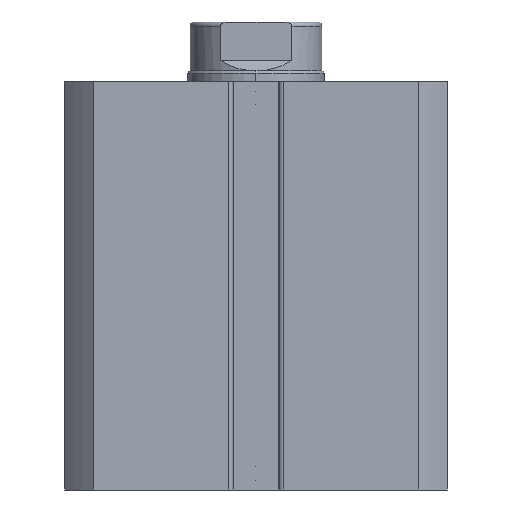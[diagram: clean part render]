
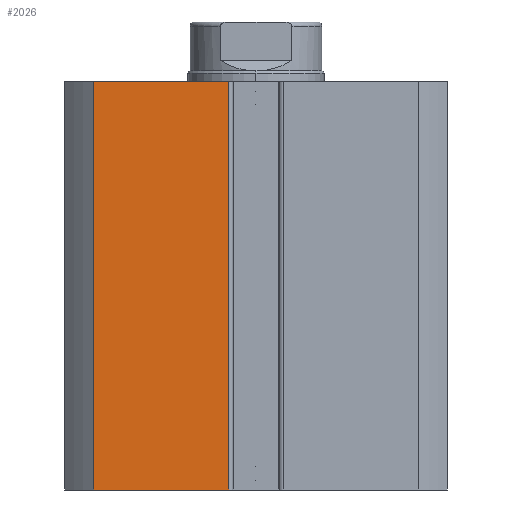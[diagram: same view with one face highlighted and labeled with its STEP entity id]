
A CAD part, front view. The second image highlights one B-rep face of the part: STEP entity #2026.
In plain terms, the highlighted planar face has unit normal (0, -1, 0).
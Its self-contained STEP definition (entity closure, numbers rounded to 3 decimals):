
#397 = CARTESIAN_POINT ( 'NONE',  ( -22.5, -22.5, 0. ) ) ;
#409 = DIRECTION ( 'NONE',  ( 1., 0., 0. ) ) ;
#775 = CARTESIAN_POINT ( 'NONE',  ( -3.2, -22.5, 48. ) ) ;
#1217 = CARTESIAN_POINT ( 'NONE',  ( -19.079, -22.5, 48. ) ) ;
#1513 = VERTEX_POINT ( 'NONE', #1217 ) ;
#1517 = VERTEX_POINT ( 'NONE', #775 ) ;
#1760 = VERTEX_POINT ( 'NONE', #1923 ) ;
#1761 = VERTEX_POINT ( 'NONE', #1922 ) ;
#1851 = DIRECTION ( 'NONE',  ( 0., 1., 0. ) ) ;
#1852 = DIRECTION ( 'NONE',  ( 0., 0., 1. ) ) ;
#1879 = PLANE ( 'NONE',  #4067 ) ;
#1882 = CARTESIAN_POINT ( 'NONE',  ( -22.5, -22.5, 48. ) ) ;
#1922 = CARTESIAN_POINT ( 'NONE',  ( -3.2, -22.5, 0. ) ) ;
#1923 = CARTESIAN_POINT ( 'NONE',  ( -19.079, -22.5, 0. ) ) ;
#2026 = ADVANCED_FACE ( 'NONE', ( #2655 ), #1879, .F. ) ;
#2304 = ORIENTED_EDGE ( 'NONE', *, *, #4257, .F. ) ;
#2305 = ORIENTED_EDGE ( 'NONE', *, *, #3819, .T. ) ;
#2306 = ORIENTED_EDGE ( 'NONE', *, *, #3785, .T. ) ;
#2307 = ORIENTED_EDGE ( 'NONE', *, *, #3823, .F. ) ;
#2655 = FACE_OUTER_BOUND ( 'NONE', #4487, .T. ) ;
#3133 = LINE ( 'NONE', #397, #3136 ) ;
#3136 = VECTOR ( 'NONE', #409, 1000. ) ;
#3189 = LINE ( 'NONE', #5343, #3190 ) ;
#3190 = VECTOR ( 'NONE', #5338, 1000. ) ;
#3195 = LINE ( 'NONE', #5325, #3204 ) ;
#3204 = VECTOR ( 'NONE', #5313, 1000. ) ;
#3785 = EDGE_CURVE ( 'NONE', #1760, #1761, #3133, .T. ) ;
#3819 = EDGE_CURVE ( 'NONE', #1761, #1517, #3189, .T. ) ;
#3823 = EDGE_CURVE ( 'NONE', #1760, #1513, #3195, .T. ) ;
#4067 = AXIS2_PLACEMENT_3D ( 'NONE', #1882, #1851, #1852 ) ;
#4257 = EDGE_CURVE ( 'NONE', #1513, #1517, #5893, .T. ) ;
#4487 = EDGE_LOOP ( 'NONE', ( #2307, #2306, #2305, #2304 ) ) ;
#5313 = DIRECTION ( 'NONE',  ( 0., 0., 1. ) ) ;
#5325 = CARTESIAN_POINT ( 'NONE',  ( -19.079, -22.5, 0. ) ) ;
#5338 = DIRECTION ( 'NONE',  ( 0., 0., 1. ) ) ;
#5343 = CARTESIAN_POINT ( 'NONE',  ( -3.2, -22.5, 48. ) ) ;
#5893 = LINE ( 'NONE', #6495, #5901 ) ;
#5901 = VECTOR ( 'NONE', #6496, 1000. ) ;
#6495 = CARTESIAN_POINT ( 'NONE',  ( -22.5, -22.5, 48. ) ) ;
#6496 = DIRECTION ( 'NONE',  ( 1., 0., 0. ) ) ;
